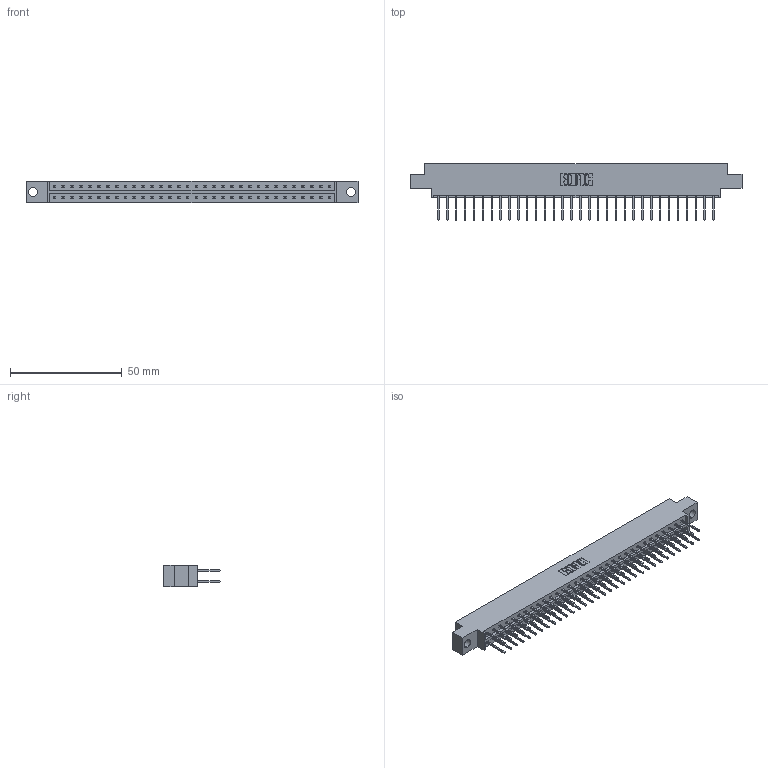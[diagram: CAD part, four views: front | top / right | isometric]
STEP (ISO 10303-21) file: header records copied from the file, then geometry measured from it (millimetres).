
FILE_DESCRIPTION (( 'STEP AP203' ), '1' );
FILE_NAME ('833-064-523-804.STEP', '2020-06-05T06:59:43', ( '' ), ( '' ), 'SwSTEP 2.0', 'SolidWorks 2020', '' );
FILE_SCHEMA (( 'CONFIG_CONTROL_DESIGN' ));
Length unit declared in the file: inch
Products named in the file (3): 345-292-001_345-293-123; 833 Part_Offset - .156 Dia - TH; 833-064-523-804
Assembly tree (65 placements, depth 2):
  833-064-523-804
    833 Part_Offset - .156 Dia - TH
    345-292-001_345-293-123  x64
Bounding box: 148.34 x 25.15 x 9.4 mm (x, y, z)
Volume: 14866.3 mm3; surface area: 18109.3 mm2
Topology: 65 solids, 65 shells, 3446 faces, 10243 edges, 6742 vertices
Faces by surface type: plane 2378, cylinder 1068
Entity records: 22033 total; most frequent: CARTESIAN_POINT 3666, ORIENTED_EDGE 3602, DIRECTION 3149, EDGE_CURVE 1801, LINE 1673, VECTOR 1673, VERTEX_POINT 1198, AXIS2_PLACEMENT_3D 738
